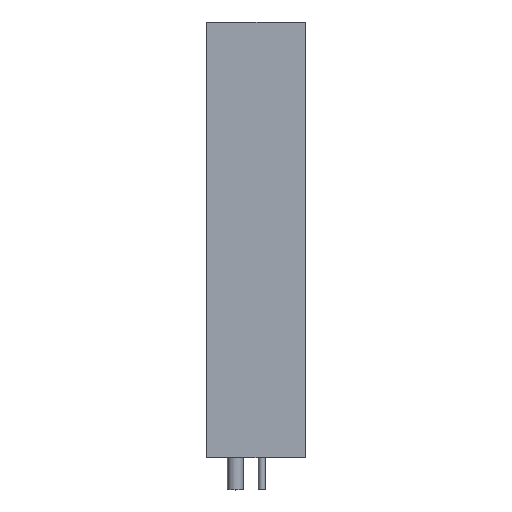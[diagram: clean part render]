
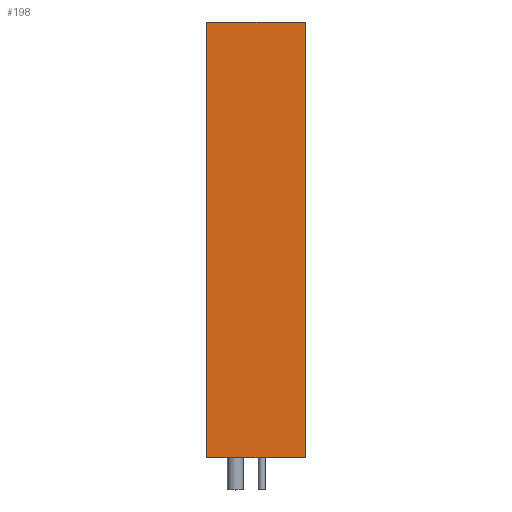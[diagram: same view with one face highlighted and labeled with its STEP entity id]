
A CAD part, top view. The second image highlights one B-rep face of the part: STEP entity #198.
In plain terms, the highlighted planar face has unit normal (0, 0, 1).
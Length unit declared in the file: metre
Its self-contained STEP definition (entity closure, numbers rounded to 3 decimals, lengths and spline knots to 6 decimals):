
#198 = ADVANCED_FACE( '', ( #635 ), #636, .F. );
#635 = FACE_OUTER_BOUND( '', #1166, .T. );
#636 = PLANE( '', #1167 );
#1166 = EDGE_LOOP( '', ( #2624, #2625, #2626, #2627 ) );
#1167 = AXIS2_PLACEMENT_3D( '', #2628, #2629, #2630 );
#2624 = ORIENTED_EDGE( '', *, *, #3513, .T. );
#2625 = ORIENTED_EDGE( '', *, *, #3517, .F. );
#2626 = ORIENTED_EDGE( '', *, *, #3521, .F. );
#2627 = ORIENTED_EDGE( '', *, *, #3752, .T. );
#2628 = CARTESIAN_POINT( '', ( -0.0355, 0.3369, 0. ) );
#2629 = DIRECTION( '', ( 0., 0., -1. ) );
#2630 = DIRECTION( '', ( 0., 1., 0. ) );
#3513 = EDGE_CURVE( '', #4311, #4309, #4312, .T. );
#3517 = EDGE_CURVE( '', #4316, #4309, #4318, .T. );
#3521 = EDGE_CURVE( '', #4324, #4316, #4326, .T. );
#3752 = EDGE_CURVE( '', #4324, #4311, #4698, .T. );
#4309 = VERTEX_POINT( '', #5481 );
#4311 = VERTEX_POINT( '', #5484 );
#4312 = LINE( '', #5485, #5486 );
#4316 = VERTEX_POINT( '', #5492 );
#4318 = LINE( '', #5495, #5496 );
#4324 = VERTEX_POINT( '', #5503 );
#4326 = LINE( '', #5506, #5507 );
#4698 = LINE( '', #6055, #6056 );
#5481 = CARTESIAN_POINT( '', ( 0.0405, 0.0011, 0. ) );
#5484 = CARTESIAN_POINT( '', ( -0.0355, 0.0011, 0. ) );
#5485 = CARTESIAN_POINT( '', ( -0.0355, 0.0011, 0. ) );
#5486 = VECTOR( '', #6871, 1. );
#5492 = CARTESIAN_POINT( '', ( 0.0405, 0.3369, 0. ) );
#5495 = CARTESIAN_POINT( '', ( 0.0405, 0.3369, 0. ) );
#5496 = VECTOR( '', #6875, 1. );
#5503 = CARTESIAN_POINT( '', ( -0.0355, 0.3369, 0. ) );
#5506 = CARTESIAN_POINT( '', ( -0.0355, 0.3369, 0. ) );
#5507 = VECTOR( '', #6881, 1. );
#6055 = CARTESIAN_POINT( '', ( -0.0355, 0.3369, 0. ) );
#6056 = VECTOR( '', #7220, 1. );
#6871 = DIRECTION( '', ( 1., 0., 0. ) );
#6875 = DIRECTION( '', ( 0., -1., 0. ) );
#6881 = DIRECTION( '', ( 1., 0., 0. ) );
#7220 = DIRECTION( '', ( 0., -1., 0. ) );
